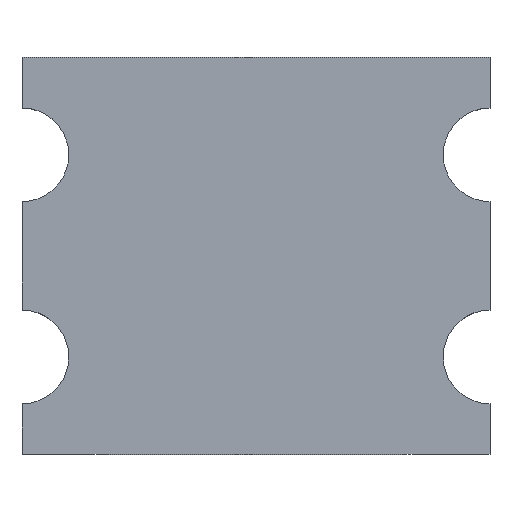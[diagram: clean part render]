
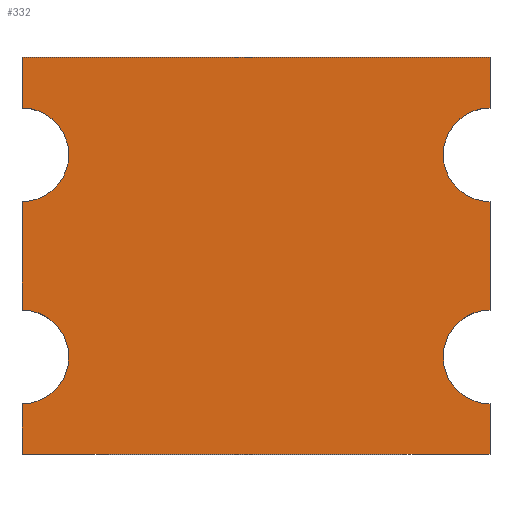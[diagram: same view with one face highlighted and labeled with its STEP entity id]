
A CAD part, top view. The second image highlights one B-rep face of the part: STEP entity #332.
In plain terms, the highlighted planar face has unit normal (0, 0, 1).
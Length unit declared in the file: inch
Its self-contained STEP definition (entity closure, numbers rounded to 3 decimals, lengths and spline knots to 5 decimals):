
#209=CARTESIAN_POINT('',(0.0625,-0.0145,0.0));
#210=VERTEX_POINT('',#209);
#217=CARTESIAN_POINT('',(0.0625,-0.0395,0.0));
#218=VERTEX_POINT('',#217);
#219=CARTESIAN_POINT('',(0.0625,-0.027,0.0));
#220=DIRECTION('',(0.0,0.0,1.0));
#221=DIRECTION('',(-1.0,0.0,0.0));
#222=AXIS2_PLACEMENT_3D('',#219,#220,#221);
#223=CIRCLE('',#222,0.0125);
#224=EDGE_CURVE('',#210,#218,#223,.T.);
#235=CARTESIAN_POINT('',(-0.0625,0.053,0.0));
#236=DIRECTION('',(0.0,0.0,-1.0));
#237=DIRECTION('',(-1.0,0.0,0.0));
#238=AXIS2_PLACEMENT_3D('',#235,#236,#237);
#239=PLANE('',#238);
#240=CARTESIAN_POINT('',(-0.0625,0.053,0.0));
#241=VERTEX_POINT('',#240);
#242=CARTESIAN_POINT('',(-0.0625,0.0395,0.0));
#243=VERTEX_POINT('',#242);
#244=CARTESIAN_POINT('',(-0.0625,0.053,0.0));
#245=DIRECTION('',(0.0,-1.0,0.0));
#246=VECTOR('',#245,0.0135);
#247=LINE('',#244,#246);
#248=EDGE_CURVE('',#241,#243,#247,.T.);
#249=ORIENTED_EDGE('',*,*,#248,.T.);
#250=CARTESIAN_POINT('',(-0.0625,0.0145,0.0));
#251=VERTEX_POINT('',#250);
#252=CARTESIAN_POINT('',(-0.0625,0.027,0.0));
#253=DIRECTION('',(0.0,0.0,1.0));
#254=DIRECTION('',(-1.0,0.0,0.0));
#255=AXIS2_PLACEMENT_3D('',#252,#253,#254);
#256=CIRCLE('',#255,0.0125);
#257=EDGE_CURVE('',#251,#243,#256,.T.);
#258=ORIENTED_EDGE('',*,*,#257,.F.);
#259=CARTESIAN_POINT('',(-0.0625,-0.0145,0.0));
#260=VERTEX_POINT('',#259);
#261=CARTESIAN_POINT('',(-0.0625,0.0145,0.0));
#262=DIRECTION('',(0.0,-1.0,0.0));
#263=VECTOR('',#262,0.029);
#264=LINE('',#261,#263);
#265=EDGE_CURVE('',#251,#260,#264,.T.);
#266=ORIENTED_EDGE('',*,*,#265,.T.);
#267=CARTESIAN_POINT('',(-0.0625,-0.0395,0.0));
#268=VERTEX_POINT('',#267);
#269=CARTESIAN_POINT('',(-0.0625,-0.027,0.0));
#270=DIRECTION('',(0.0,0.0,1.0));
#271=DIRECTION('',(1.0,0.0,0.0));
#272=AXIS2_PLACEMENT_3D('',#269,#270,#271);
#273=CIRCLE('',#272,0.0125);
#274=EDGE_CURVE('',#268,#260,#273,.T.);
#275=ORIENTED_EDGE('',*,*,#274,.F.);
#276=CARTESIAN_POINT('',(-0.0625,-0.053,0.0));
#277=VERTEX_POINT('',#276);
#278=CARTESIAN_POINT('',(-0.0625,-0.0395,0.0));
#279=DIRECTION('',(0.0,-1.0,0.0));
#280=VECTOR('',#279,0.0135);
#281=LINE('',#278,#280);
#282=EDGE_CURVE('',#268,#277,#281,.T.);
#283=ORIENTED_EDGE('',*,*,#282,.T.);
#284=CARTESIAN_POINT('',(0.0625,-0.053,0.0));
#285=VERTEX_POINT('',#284);
#286=CARTESIAN_POINT('',(-0.0625,-0.053,0.0));
#287=DIRECTION('',(1.0,0.0,0.0));
#288=VECTOR('',#287,0.125);
#289=LINE('',#286,#288);
#290=EDGE_CURVE('',#277,#285,#289,.T.);
#291=ORIENTED_EDGE('',*,*,#290,.T.);
#292=CARTESIAN_POINT('',(0.0625,-0.0395,0.0));
#293=DIRECTION('',(0.0,-1.0,0.0));
#294=VECTOR('',#293,0.0135);
#295=LINE('',#292,#294);
#296=EDGE_CURVE('',#218,#285,#295,.T.);
#297=ORIENTED_EDGE('',*,*,#296,.F.);
#298=ORIENTED_EDGE('',*,*,#224,.F.);
#299=CARTESIAN_POINT('',(0.0625,0.0145,0.0));
#300=VERTEX_POINT('',#299);
#301=CARTESIAN_POINT('',(0.0625,0.0145,0.0));
#302=DIRECTION('',(0.0,-1.0,0.0));
#303=VECTOR('',#302,0.029);
#304=LINE('',#301,#303);
#305=EDGE_CURVE('',#300,#210,#304,.T.);
#306=ORIENTED_EDGE('',*,*,#305,.F.);
#307=CARTESIAN_POINT('',(0.0625,0.0395,0.0));
#308=VERTEX_POINT('',#307);
#309=CARTESIAN_POINT('',(0.0625,0.027,0.0));
#310=DIRECTION('',(0.0,0.0,1.0));
#311=DIRECTION('',(1.0,0.0,0.0));
#312=AXIS2_PLACEMENT_3D('',#309,#310,#311);
#313=CIRCLE('',#312,0.0125);
#314=EDGE_CURVE('',#308,#300,#313,.T.);
#315=ORIENTED_EDGE('',*,*,#314,.F.);
#316=CARTESIAN_POINT('',(0.0625,0.053,0.0));
#317=VERTEX_POINT('',#316);
#318=CARTESIAN_POINT('',(0.0625,0.053,0.0));
#319=DIRECTION('',(0.0,-1.0,0.0));
#320=VECTOR('',#319,0.0135);
#321=LINE('',#318,#320);
#322=EDGE_CURVE('',#317,#308,#321,.T.);
#323=ORIENTED_EDGE('',*,*,#322,.F.);
#324=CARTESIAN_POINT('',(-0.0625,0.053,0.0));
#325=DIRECTION('',(1.0,0.0,0.0));
#326=VECTOR('',#325,0.125);
#327=LINE('',#324,#326);
#328=EDGE_CURVE('',#241,#317,#327,.T.);
#329=ORIENTED_EDGE('',*,*,#328,.F.);
#330=EDGE_LOOP('',(#249,#258,#266,#275,#283,#291,#297,#298,#306,#315,#323,#329));
#331=FACE_OUTER_BOUND('',#330,.T.);
#332=ADVANCED_FACE('',(#331),#239,.F.);
